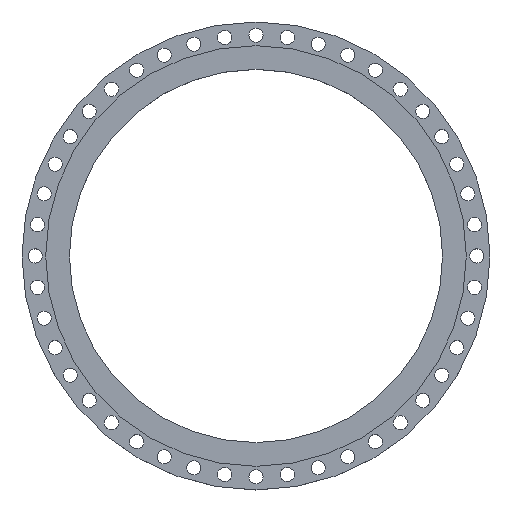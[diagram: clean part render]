
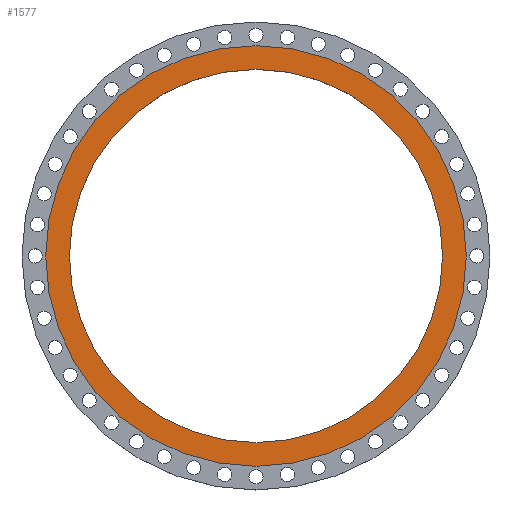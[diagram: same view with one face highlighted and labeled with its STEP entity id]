
A CAD part, top view. The second image highlights one B-rep face of the part: STEP entity #1577.
In plain terms, the highlighted planar face has unit normal (0, 0, 1).
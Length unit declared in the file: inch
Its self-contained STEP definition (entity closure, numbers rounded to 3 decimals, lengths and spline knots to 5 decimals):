
#226 = CIRCLE ( 'NONE', #2325, 27.75 ) ;
#312 = EDGE_CURVE ( 'NONE', #1998, #536, #226, .T. ) ;
#362 = AXIS2_PLACEMENT_3D ( 'NONE', #3582, #2142, #2178 ) ;
#530 = DIRECTION ( 'NONE',  ( 1., 0., 0. ) ) ;
#536 = VERTEX_POINT ( 'NONE', #3777 ) ;
#732 = EDGE_LOOP ( 'NONE', ( #1215, #1457 ) ) ;
#741 = CIRCLE ( 'NONE', #1729, 24.625 ) ;
#751 = DIRECTION ( 'NONE',  ( -1., 0., 0. ) ) ;
#796 = DIRECTION ( 'NONE',  ( 0., 0., 1. ) ) ;
#1029 = DIRECTION ( 'NONE',  ( 0., 0., 1. ) ) ;
#1194 = CARTESIAN_POINT ( 'NONE',  ( -24.625, 0., 0. ) ) ;
#1215 = ORIENTED_EDGE ( 'NONE', *, *, #2033, .F. ) ;
#1353 = CARTESIAN_POINT ( 'NONE',  ( 0., 24.625, 0. ) ) ;
#1406 = CIRCLE ( 'NONE', #3370, 27.75 ) ;
#1457 = ORIENTED_EDGE ( 'NONE', *, *, #3234, .F. ) ;
#1577 = ADVANCED_FACE ( 'NONE', ( #1942, #3373 ), #2220, .F. ) ;
#1728 = ORIENTED_EDGE ( 'NONE', *, *, #2154, .T. ) ;
#1729 = AXIS2_PLACEMENT_3D ( 'NONE', #2557, #796, #530 ) ;
#1876 = CARTESIAN_POINT ( 'NONE',  ( 24.625, 0., 0. ) ) ;
#1937 = ORIENTED_EDGE ( 'NONE', *, *, #312, .T. ) ;
#1942 = FACE_BOUND ( 'NONE', #732, .T. ) ;
#1998 = VERTEX_POINT ( 'NONE', #2341 ) ;
#2033 = EDGE_CURVE ( 'NONE', #2863, #3077, #2589, .T. ) ;
#2142 = DIRECTION ( 'NONE',  ( 0., 0., 1. ) ) ;
#2154 = EDGE_CURVE ( 'NONE', #536, #1998, #1406, .T. ) ;
#2178 = DIRECTION ( 'NONE',  ( 1., 0., 0. ) ) ;
#2220 = PLANE ( 'NONE',  #3248 ) ;
#2325 = AXIS2_PLACEMENT_3D ( 'NONE', #2860, #3462, #2540 ) ;
#2341 = CARTESIAN_POINT ( 'NONE',  ( -27.75, 0., 0. ) ) ;
#2540 = DIRECTION ( 'NONE',  ( 1., 0., 0. ) ) ;
#2549 = DIRECTION ( 'NONE',  ( 0., 0., -1. ) ) ;
#2557 = CARTESIAN_POINT ( 'NONE',  ( 0., 0., 0. ) ) ;
#2589 = CIRCLE ( 'NONE', #362, 24.625 ) ;
#2783 = CARTESIAN_POINT ( 'NONE',  ( 0., 0., 0. ) ) ;
#2804 = DIRECTION ( 'NONE',  ( 1., 0., 0. ) ) ;
#2830 = EDGE_LOOP ( 'NONE', ( #1728, #1937 ) ) ;
#2860 = CARTESIAN_POINT ( 'NONE',  ( 0., 0., 0. ) ) ;
#2863 = VERTEX_POINT ( 'NONE', #1876 ) ;
#3077 = VERTEX_POINT ( 'NONE', #1194 ) ;
#3234 = EDGE_CURVE ( 'NONE', #3077, #2863, #741, .T. ) ;
#3248 = AXIS2_PLACEMENT_3D ( 'NONE', #1353, #2549, #751 ) ;
#3370 = AXIS2_PLACEMENT_3D ( 'NONE', #2783, #1029, #2804 ) ;
#3373 = FACE_OUTER_BOUND ( 'NONE', #2830, .T. ) ;
#3462 = DIRECTION ( 'NONE',  ( 0., 0., 1. ) ) ;
#3582 = CARTESIAN_POINT ( 'NONE',  ( 0., 0., 0. ) ) ;
#3777 = CARTESIAN_POINT ( 'NONE',  ( 27.75, 0., 0. ) ) ;
